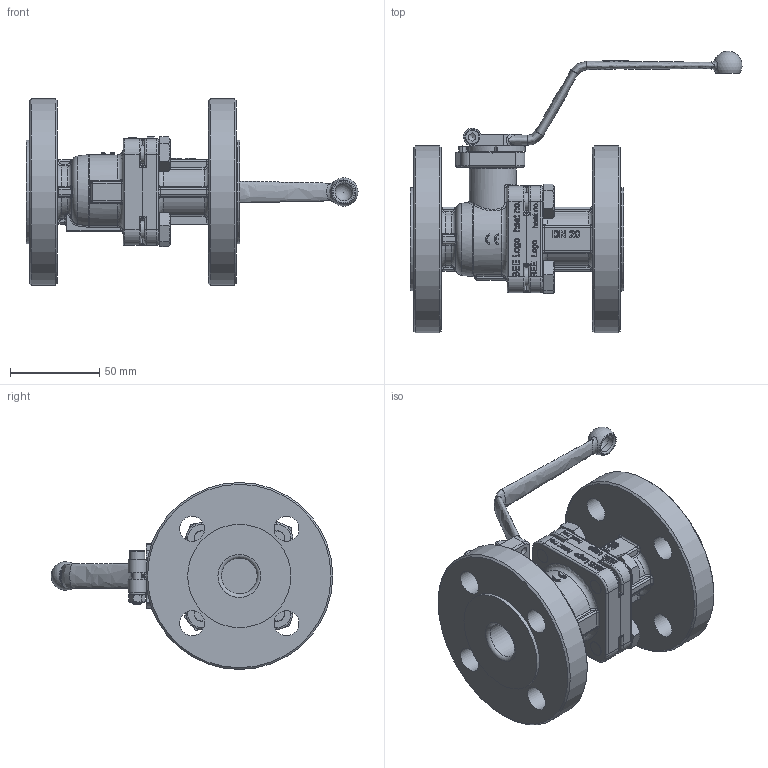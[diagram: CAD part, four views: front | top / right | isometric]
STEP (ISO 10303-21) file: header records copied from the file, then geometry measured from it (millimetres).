
FILE_DESCRIPTION(/* description */ (''),/* implementation_level */ '2;1');
FILE_NAME(/* name */ '71M_71MS_PN16_R27_20.stp',/* time_stamp */ '2021-06-16T09:40:59+02:00',/* author */ ('sga-ext'),/* organization */ (''),/* preprocessor_version */ 'ST-DEVELOPER v18.1',/* originating_system */ 'Autodesk Inventor 2021',/* authorisation */ '');
FILE_SCHEMA (('AUTOMOTIVE_DESIGN { 1 0 10303 214 3 1 1 }'));
Products named in the file (1): ENG-069060
Bounding box: 186.47 x 158.15 x 105 mm (x, y, z)
Volume: 415193.6 mm3; surface area: 87870 mm2
Topology: 1 solids, 1 shells, 1300 faces, 3316 edges, 2059 vertices
Faces by surface type: plane 466, bspline 406, cylinder 252, torus 101, cone 63, sphere 12
Full cylindrical faces by diameter (mm): 4 x3, 4.134 x4, 5 x2, 5.5 x2, 8.376 x4, 8.5 x1, 9.188 x4, 10 x5, 11 x4, 14 x9, 14.3 x1, 15.4 x4, 20 x2, 26.5 x1, 27 x1, 58 x2, 105 x2
Entity records: 48500 total; most frequent: CARTESIAN_POINT 18155, ORIENTED_EDGE 6582, DIRECTION 5073, EDGE_CURVE 3291, VERTEX_POINT 2059, AXIS2_PLACEMENT_3D 1782, LINE 1509, VECTOR 1509
